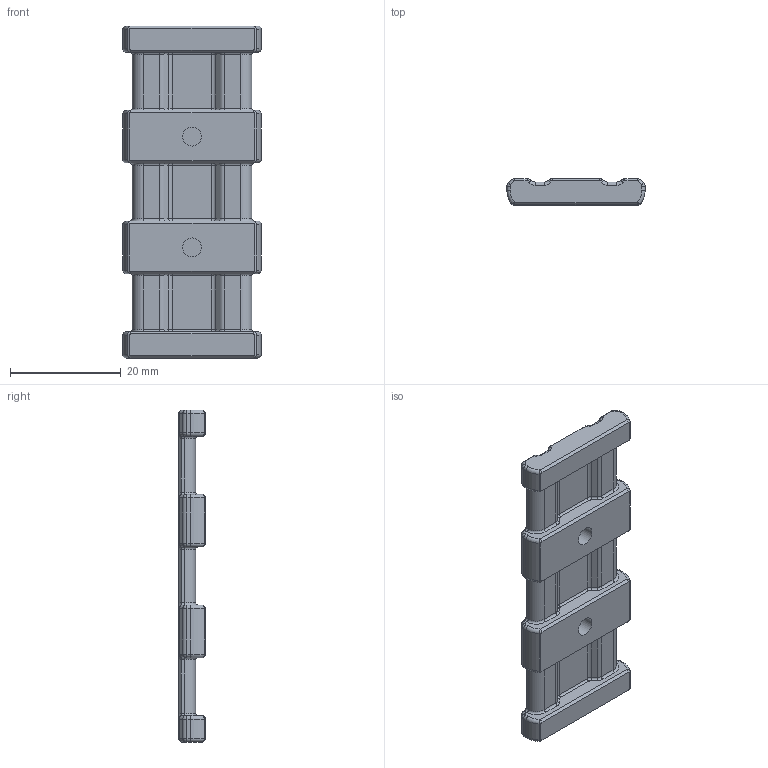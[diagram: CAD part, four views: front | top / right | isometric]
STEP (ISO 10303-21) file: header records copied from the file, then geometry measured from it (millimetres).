
FILE_DESCRIPTION(/* description */ (''),/* implementation_level */ '2;1');
FILE_NAME(/* name */ '60x25mm-Cable-Channel-frame.stp',/* time_stamp */ '2023-06-26T16:01:36+03:00',/* author */ ('v_b'),/* organization */ (''),/* preprocessor_version */ 'ST-DEVELOPER v19.2',/* originating_system */ 'Autodesk Inventor 2023',/* authorisation */ '');
FILE_SCHEMA (('AUTOMOTIVE_DESIGN { 1 0 10303 214 3 1 1 }'));
Length unit declared in the file: millimetre
Products named in the file (1): 25x40mm-Cable-Channel-frame_60mm
Bounding box: 25 x 4.7 x 60 mm (x, y, z)
Volume: 4374.5 mm3; surface area: 3789.7 mm2
Topology: 1 solids, 1 shells, 372 faces, 858 edges, 492 vertices
Faces by surface type: cylinder 128, plane 102, bspline 68, torus 60, cone 14
Full cylindrical faces by diameter (mm): 3.4 x2, 7 x2
Entity records: 14479 total; most frequent: CARTESIAN_POINT 5755, DIRECTION 1796, ORIENTED_EDGE 1716, EDGE_CURVE 858, AXIS2_PLACEMENT_3D 689, VERTEX_POINT 492, LINE 418, VECTOR 418
